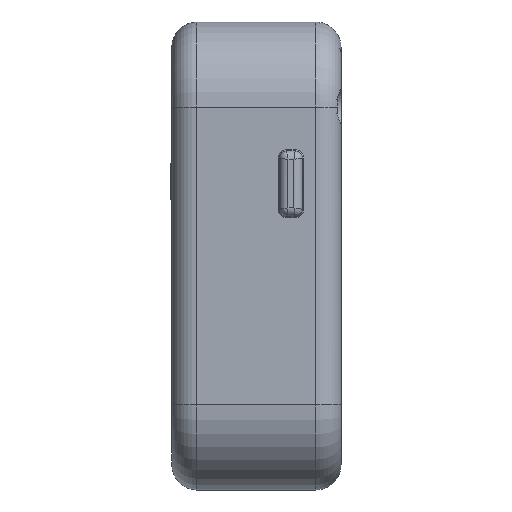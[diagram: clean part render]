
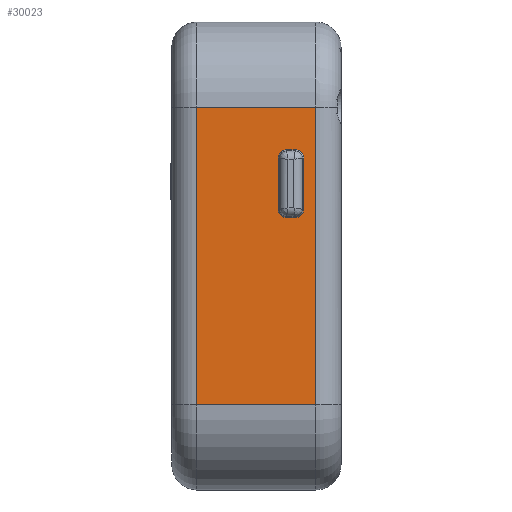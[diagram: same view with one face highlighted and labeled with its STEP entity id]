
A CAD part, left-side view. The second image highlights one B-rep face of the part: STEP entity #30023.
In plain terms, the highlighted planar face has unit normal (-1, 0, 0).
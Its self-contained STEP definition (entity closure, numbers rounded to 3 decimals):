
#1727=FACE_BOUND('',#5874,.T.);
#2127=PLANE('',#32904);
#3829=FACE_OUTER_BOUND('',#5873,.T.);
#5873=EDGE_LOOP('',(#24873,#24874,#24875,#24876));
#5874=EDGE_LOOP('',(#24877,#24878,#24879,#24880,#24881,#24882,#24883,#24884));
#7694=LINE('',#47645,#10079);
#7697=LINE('',#47653,#10082);
#7764=LINE('',#48034,#10149);
#7765=LINE('',#48036,#10150);
#8051=LINE('',#50502,#10436);
#8052=LINE('',#50505,#10437);
#8054=LINE('',#50511,#10439);
#8055=LINE('',#50512,#10440);
#10079=VECTOR('',#38047,10.);
#10082=VECTOR('',#38056,10.);
#10149=VECTOR('',#38263,10.);
#10150=VECTOR('',#38266,10.);
#10436=VECTOR('',#38900,10.);
#10437=VECTOR('',#38903,10.);
#10439=VECTOR('',#38909,10.);
#10440=VECTOR('',#38910,10.);
#12334=CIRCLE('',#32652,1.);
#12335=CIRCLE('',#32655,1.);
#12368=CIRCLE('',#32723,1.);
#12369=CIRCLE('',#32725,1.);
#13894=VERTEX_POINT('',#47637);
#13895=VERTEX_POINT('',#47639);
#13896=VERTEX_POINT('',#47643);
#13897=VERTEX_POINT('',#47647);
#13898=VERTEX_POINT('',#47651);
#13976=VERTEX_POINT('',#48024);
#13977=VERTEX_POINT('',#48028);
#13978=VERTEX_POINT('',#48030);
#14018=VERTEX_POINT('',#48316);
#14520=VERTEX_POINT('',#50498);
#14521=VERTEX_POINT('',#50504);
#14523=VERTEX_POINT('',#50510);
#17427=EDGE_CURVE('',#13894,#13895,#12334,.T.);
#17430=EDGE_CURVE('',#13894,#13896,#7694,.T.);
#17432=EDGE_CURVE('',#13897,#13896,#12335,.T.);
#17434=EDGE_CURVE('',#13897,#13898,#7697,.T.);
#17546=EDGE_CURVE('',#13976,#13898,#12368,.T.);
#17548=EDGE_CURVE('',#13977,#13978,#12369,.T.);
#17550=EDGE_CURVE('',#13976,#13978,#7764,.T.);
#17551=EDGE_CURVE('',#13977,#13895,#7765,.T.);
#18185=EDGE_CURVE('',#14018,#14520,#8051,.T.);
#18186=EDGE_CURVE('',#14520,#14521,#8052,.T.);
#18189=EDGE_CURVE('',#14018,#14523,#8054,.T.);
#18190=EDGE_CURVE('',#14523,#14521,#8055,.T.);
#24873=ORIENTED_EDGE('',*,*,#18185,.F.);
#24874=ORIENTED_EDGE('',*,*,#18189,.T.);
#24875=ORIENTED_EDGE('',*,*,#18190,.T.);
#24876=ORIENTED_EDGE('',*,*,#18186,.F.);
#24877=ORIENTED_EDGE('',*,*,#17430,.T.);
#24878=ORIENTED_EDGE('',*,*,#17432,.F.);
#24879=ORIENTED_EDGE('',*,*,#17434,.T.);
#24880=ORIENTED_EDGE('',*,*,#17546,.F.);
#24881=ORIENTED_EDGE('',*,*,#17550,.T.);
#24882=ORIENTED_EDGE('',*,*,#17548,.F.);
#24883=ORIENTED_EDGE('',*,*,#17551,.T.);
#24884=ORIENTED_EDGE('',*,*,#17427,.F.);
#30023=ADVANCED_FACE('',(#3829,#1727),#2127,.T.);
#32652=AXIS2_PLACEMENT_3D('',#47640,#38041,#38042);
#32655=AXIS2_PLACEMENT_3D('',#47649,#38051,#38052);
#32723=AXIS2_PLACEMENT_3D('',#48026,#38253,#38254);
#32725=AXIS2_PLACEMENT_3D('',#48031,#38258,#38259);
#32904=AXIS2_PLACEMENT_3D('',#50509,#38907,#38908);
#38041=DIRECTION('center_axis',(-1.,0.,0.));
#38042=DIRECTION('ref_axis',(0.,-0.707,-0.707));
#38047=DIRECTION('',(0.,1.,0.));
#38051=DIRECTION('center_axis',(-1.,0.,0.));
#38052=DIRECTION('ref_axis',(0.,0.707,-0.707));
#38056=DIRECTION('',(0.,0.,1.));
#38253=DIRECTION('center_axis',(-1.,0.,0.));
#38254=DIRECTION('ref_axis',(0.,0.707,0.707));
#38258=DIRECTION('center_axis',(-1.,0.,0.));
#38259=DIRECTION('ref_axis',(0.,-0.707,0.707));
#38263=DIRECTION('',(0.,-1.,0.));
#38266=DIRECTION('',(0.,0.,-1.));
#38900=DIRECTION('',(0.,0.,-1.));
#38903=DIRECTION('',(0.,1.,0.));
#38907=DIRECTION('center_axis',(-1.,0.,0.));
#38908=DIRECTION('ref_axis',(0.,0.,1.));
#38909=DIRECTION('',(0.,1.,0.));
#38910=DIRECTION('',(0.,0.,-1.));
#47637=CARTESIAN_POINT('',(-44.5,5.4,14.75));
#47639=CARTESIAN_POINT('',(-44.5,4.4,15.75));
#47640=CARTESIAN_POINT('Origin',(-44.5,5.4,15.75));
#47643=CARTESIAN_POINT('',(-44.5,6.4,14.75));
#47645=CARTESIAN_POINT('',(-44.5,2.2,14.75));
#47647=CARTESIAN_POINT('',(-44.5,7.4,15.75));
#47649=CARTESIAN_POINT('Origin',(-44.5,6.4,15.75));
#47651=CARTESIAN_POINT('',(-44.5,7.4,21.75));
#47653=CARTESIAN_POINT('',(-44.5,7.4,3.75));
#48024=CARTESIAN_POINT('',(-44.5,6.4,22.75));
#48026=CARTESIAN_POINT('Origin',(-44.5,6.4,21.75));
#48028=CARTESIAN_POINT('',(-44.5,4.4,21.75));
#48030=CARTESIAN_POINT('',(-44.5,5.4,22.75));
#48031=CARTESIAN_POINT('Origin',(-44.5,5.4,21.75));
#48034=CARTESIAN_POINT('',(-44.5,3.7,22.75));
#48036=CARTESIAN_POINT('',(-44.5,4.4,7.75));
#48316=CARTESIAN_POINT('',(-44.5,3.,27.75));
#50498=CARTESIAN_POINT('',(-44.5,3.,-7.25));
#50502=CARTESIAN_POINT('',(-44.5,3.,1.5));
#50504=CARTESIAN_POINT('',(-44.5,17.,-7.25));
#50505=CARTESIAN_POINT('',(-44.5,0.,-7.25));
#50509=CARTESIAN_POINT('Origin',(-44.5,0.,-7.25));
#50510=CARTESIAN_POINT('',(-44.5,17.,27.75));
#50511=CARTESIAN_POINT('',(-44.5,0.,27.75));
#50512=CARTESIAN_POINT('',(-44.5,17.,1.5));
